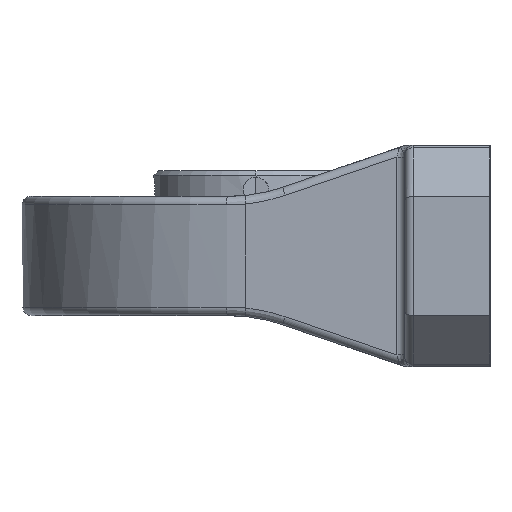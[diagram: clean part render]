
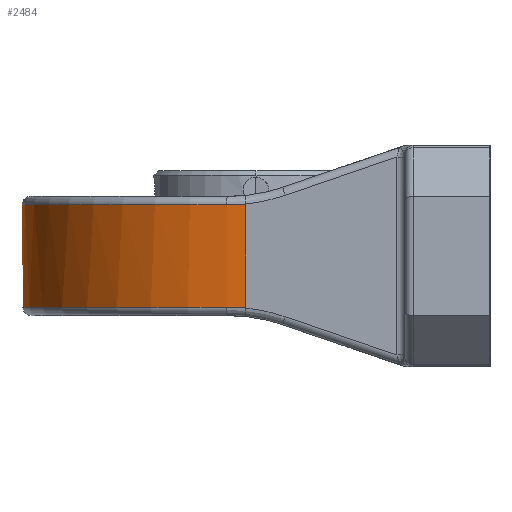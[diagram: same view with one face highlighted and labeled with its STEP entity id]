
A CAD part, left-side view. The second image highlights one B-rep face of the part: STEP entity #2484.
In plain terms, the highlighted cylindrical face has radius 13.75 mm (diameter 27.5 mm), a partial arc.
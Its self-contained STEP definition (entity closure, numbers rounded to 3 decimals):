
#189 = CARTESIAN_POINT ( 'NONE',  ( -13.72, 0.977, -3.019 ) ) ;
#346 = CARTESIAN_POINT ( 'NONE',  ( 0., 0., 3. ) ) ;
#572 = CIRCLE ( 'NONE', #2615, 13.75 ) ;
#764 = VERTEX_POINT ( 'NONE', #2588 ) ;
#775 = CARTESIAN_POINT ( 'NONE',  ( -13.737, 0.6, 3.057 ) ) ;
#786 = CARTESIAN_POINT ( 'NONE',  ( 13.737, 0.6, -3.057 ) ) ;
#947 = CARTESIAN_POINT ( 'NONE',  ( 13.688, 1.353, -3. ) ) ;
#964 = CARTESIAN_POINT ( 'NONE',  ( -13.641, 1.73, -3. ) ) ;
#1044 = ORIENTED_EDGE ( 'NONE', *, *, #5728, .T. ) ;
#1101 = DIRECTION ( 'NONE',  ( 0., 1., 0. ) ) ;
#1126 = LINE ( 'NONE', #4767, #2480 ) ;
#1328 = VERTEX_POINT ( 'NONE', #775 ) ;
#1335 = CARTESIAN_POINT ( 'NONE',  ( 13.641, 1.73, 3. ) ) ;
#1363 = VERTEX_POINT ( 'NONE', #7693 ) ;
#1436 = ORIENTED_EDGE ( 'NONE', *, *, #6960, .T. ) ;
#1438 = CARTESIAN_POINT ( 'NONE',  ( 13.72, 0.977, -3.019 ) ) ;
#1670 = DIRECTION ( 'NONE',  ( -1., 0., 0. ) ) ;
#1757 = AXIS2_PLACEMENT_3D ( 'NONE', #4862, #2259, #1101 ) ;
#1793 = DIRECTION ( 'NONE',  ( 0., 0., -1. ) ) ;
#1866 = DIRECTION ( 'NONE',  ( 0., -1., 0. ) ) ;
#1945 = VERTEX_POINT ( 'NONE', #7279 ) ;
#2119 = CARTESIAN_POINT ( 'NONE',  ( -13.737, 0.6, -3.057 ) ) ;
#2259 = DIRECTION ( 'NONE',  ( 0., 0., -1. ) ) ;
#2353 = VERTEX_POINT ( 'NONE', #1335 ) ;
#2380 = EDGE_CURVE ( 'NONE', #1945, #5407, #6894, .T. ) ;
#2480 = VECTOR ( 'NONE', #3607, 1000. ) ;
#2484 = ADVANCED_FACE ( 'NONE', ( #5875 ), #2532, .T. ) ;
#2532 = CYLINDRICAL_SURFACE ( 'NONE', #6377, 13.75 ) ;
#2550 = CARTESIAN_POINT ( 'NONE',  ( 0., 0., -3. ) ) ;
#2588 = CARTESIAN_POINT ( 'NONE',  ( 0., 13.75, 3. ) ) ;
#2615 = AXIS2_PLACEMENT_3D ( 'NONE', #2550, #3113, #1866 ) ;
#2696 = ORIENTED_EDGE ( 'NONE', *, *, #2380, .T. ) ;
#2738 = AXIS2_PLACEMENT_3D ( 'NONE', #346, #5149, #6964 ) ;
#2768 = VERTEX_POINT ( 'NONE', #7726 ) ;
#2946 = CARTESIAN_POINT ( 'NONE',  ( -13.737, 0.6, 3.057 ) ) ;
#3113 = DIRECTION ( 'NONE',  ( 0., 0., 1. ) ) ;
#3202 = CARTESIAN_POINT ( 'NONE',  ( 13.641, 1.73, -3. ) ) ;
#3292 = ORIENTED_EDGE ( 'NONE', *, *, #7953, .T. ) ;
#3458 = CARTESIAN_POINT ( 'NONE',  ( 13.641, 1.73, 3. ) ) ;
#3531 = CARTESIAN_POINT ( 'NONE',  ( -13.641, 1.73, 3. ) ) ;
#3607 = DIRECTION ( 'NONE',  ( 0., 0., -1. ) ) ;
#3613 = EDGE_CURVE ( 'NONE', #1328, #2768, #5285, .T. ) ;
#3716 = ORIENTED_EDGE ( 'NONE', *, *, #5946, .T. ) ;
#3819 = CIRCLE ( 'NONE', #1757, 13.75 ) ;
#3956 = VECTOR ( 'NONE', #6731, 1000. ) ;
#4203 = ORIENTED_EDGE ( 'NONE', *, *, #5040, .F. ) ;
#4322 = B_SPLINE_CURVE_WITH_KNOTS ( 'NONE', 3,
 ( #4528, #5169, #189, #2119 ),
 .UNSPECIFIED., .F., .F.,
 ( 4, 4 ),
 ( 0., 0.001 ),
 .UNSPECIFIED. ) ;
#4528 = CARTESIAN_POINT ( 'NONE',  ( -13.641, 1.73, -3. ) ) ;
#4690 = CARTESIAN_POINT ( 'NONE',  ( -13.72, 0.977, 3.019 ) ) ;
#4767 = CARTESIAN_POINT ( 'NONE',  ( -13.737, 0.6, 4.75 ) ) ;
#4862 = CARTESIAN_POINT ( 'NONE',  ( 0., 0., 3. ) ) ;
#4914 = LINE ( 'NONE', #5675, #3956 ) ;
#4943 = VERTEX_POINT ( 'NONE', #964 ) ;
#5040 = EDGE_CURVE ( 'NONE', #1328, #5280, #1126, .T. ) ;
#5097 = CARTESIAN_POINT ( 'NONE',  ( 13.641, 1.73, -3. ) ) ;
#5149 = DIRECTION ( 'NONE',  ( 0., 0., -1. ) ) ;
#5169 = CARTESIAN_POINT ( 'NONE',  ( -13.688, 1.353, -3. ) ) ;
#5242 = ORIENTED_EDGE ( 'NONE', *, *, #5505, .T. ) ;
#5280 = VERTEX_POINT ( 'NONE', #6941 ) ;
#5285 = B_SPLINE_CURVE_WITH_KNOTS ( 'NONE', 3,
 ( #2946, #4690, #5459, #3531 ),
 .UNSPECIFIED., .F., .F.,
 ( 4, 4 ),
 ( 0., 0.001 ),
 .UNSPECIFIED. ) ;
#5407 = VERTEX_POINT ( 'NONE', #3202 ) ;
#5459 = CARTESIAN_POINT ( 'NONE',  ( -13.688, 1.353, 3. ) ) ;
#5505 = EDGE_CURVE ( 'NONE', #764, #2353, #7750, .T. ) ;
#5653 = ORIENTED_EDGE ( 'NONE', *, *, #3613, .T. ) ;
#5675 = CARTESIAN_POINT ( 'NONE',  ( 13.737, 0.6, 4.75 ) ) ;
#5728 = EDGE_CURVE ( 'NONE', #2353, #1363, #6726, .T. ) ;
#5794 = EDGE_LOOP ( 'NONE', ( #4203, #5653, #3292, #5242, #1044, #1436, #2696, #7194, #3716 ) ) ;
#5812 = EDGE_CURVE ( 'NONE', #5407, #4943, #572, .T. ) ;
#5875 = FACE_OUTER_BOUND ( 'NONE', #5794, .T. ) ;
#5910 = CARTESIAN_POINT ( 'NONE',  ( 13.688, 1.353, 3. ) ) ;
#5946 = EDGE_CURVE ( 'NONE', #4943, #5280, #4322, .T. ) ;
#6377 = AXIS2_PLACEMENT_3D ( 'NONE', #7865, #1793, #1670 ) ;
#6600 = CARTESIAN_POINT ( 'NONE',  ( 13.72, 0.977, 3.019 ) ) ;
#6726 = B_SPLINE_CURVE_WITH_KNOTS ( 'NONE', 3,
 ( #3458, #5910, #6600, #7819 ),
 .UNSPECIFIED., .F., .F.,
 ( 4, 4 ),
 ( 0., 0.001 ),
 .UNSPECIFIED. ) ;
#6731 = DIRECTION ( 'NONE',  ( 0., 0., -1. ) ) ;
#6894 = B_SPLINE_CURVE_WITH_KNOTS ( 'NONE', 3,
 ( #786, #1438, #947, #5097 ),
 .UNSPECIFIED., .F., .F.,
 ( 4, 4 ),
 ( 0., 0.001 ),
 .UNSPECIFIED. ) ;
#6941 = CARTESIAN_POINT ( 'NONE',  ( -13.737, 0.6, -3.057 ) ) ;
#6960 = EDGE_CURVE ( 'NONE', #1363, #1945, #4914, .T. ) ;
#6964 = DIRECTION ( 'NONE',  ( 0., 1., 0. ) ) ;
#7194 = ORIENTED_EDGE ( 'NONE', *, *, #5812, .T. ) ;
#7279 = CARTESIAN_POINT ( 'NONE',  ( 13.737, 0.6, -3.057 ) ) ;
#7693 = CARTESIAN_POINT ( 'NONE',  ( 13.737, 0.6, 3.057 ) ) ;
#7726 = CARTESIAN_POINT ( 'NONE',  ( -13.641, 1.73, 3. ) ) ;
#7750 = CIRCLE ( 'NONE', #2738, 13.75 ) ;
#7819 = CARTESIAN_POINT ( 'NONE',  ( 13.737, 0.6, 3.057 ) ) ;
#7865 = CARTESIAN_POINT ( 'NONE',  ( 0., 0., 4.75 ) ) ;
#7953 = EDGE_CURVE ( 'NONE', #2768, #764, #3819, .T. ) ;
